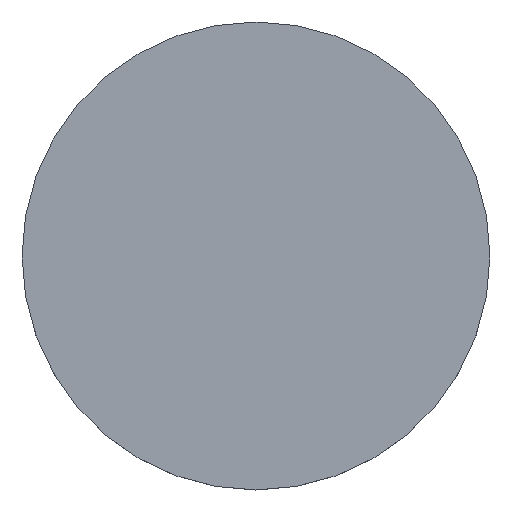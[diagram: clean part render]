
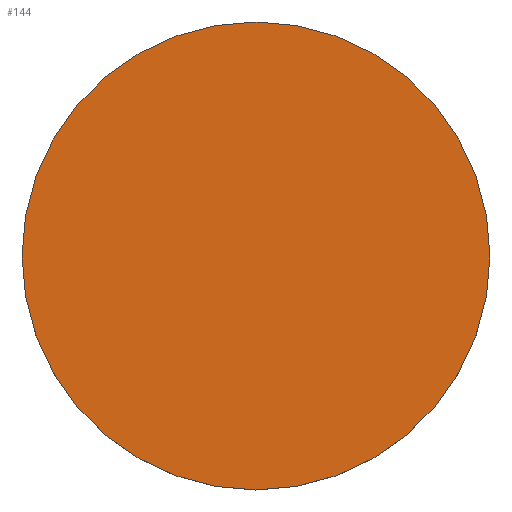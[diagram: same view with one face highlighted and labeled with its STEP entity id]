
A CAD part, top view. The second image highlights one B-rep face of the part: STEP entity #144.
In plain terms, the highlighted planar face has unit normal (0, 0, 1).
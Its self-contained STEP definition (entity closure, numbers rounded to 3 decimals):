
#10 = ORIENTED_EDGE ( 'NONE', *, *, #149, .F. ) ;
#26 = EDGE_CURVE ( 'NONE', #203, #77, #225, .T. ) ;
#45 = CARTESIAN_POINT ( 'NONE',  ( 0., 0., 3. ) ) ;
#51 = FACE_OUTER_BOUND ( 'NONE', #139, .T. ) ;
#77 = VERTEX_POINT ( 'NONE', #113 ) ;
#78 = DIRECTION ( 'NONE',  ( 0., 0., -1. ) ) ;
#84 = DIRECTION ( 'NONE',  ( 1., 0., 0. ) ) ;
#113 = CARTESIAN_POINT ( 'NONE',  ( -12.7, 0., 3. ) ) ;
#116 = DIRECTION ( 'NONE',  ( 1., 0., 0. ) ) ;
#118 = CIRCLE ( 'NONE', #195, 12.7 ) ;
#124 = ORIENTED_EDGE ( 'NONE', *, *, #26, .F. ) ;
#136 = DIRECTION ( 'NONE',  ( 0., 0., 1. ) ) ;
#139 = EDGE_LOOP ( 'NONE', ( #124, #10 ) ) ;
#143 = AXIS2_PLACEMENT_3D ( 'NONE', #45, #78, #84 ) ;
#144 = ADVANCED_FACE ( 'NONE', ( #51 ), #182, .T. ) ;
#149 = EDGE_CURVE ( 'NONE', #77, #203, #118, .T. ) ;
#154 = DIRECTION ( 'NONE',  ( 0., 0., -1. ) ) ;
#168 = CARTESIAN_POINT ( 'NONE',  ( 12.7, 0., 3. ) ) ;
#180 = AXIS2_PLACEMENT_3D ( 'NONE', #204, #136, #116 ) ;
#182 = PLANE ( 'NONE',  #180 ) ;
#189 = DIRECTION ( 'NONE',  ( 1., 0., 0. ) ) ;
#195 = AXIS2_PLACEMENT_3D ( 'NONE', #211, #154, #189 ) ;
#203 = VERTEX_POINT ( 'NONE', #168 ) ;
#204 = CARTESIAN_POINT ( 'NONE',  ( 0., 26.112, 3. ) ) ;
#211 = CARTESIAN_POINT ( 'NONE',  ( 0., 0., 3. ) ) ;
#225 = CIRCLE ( 'NONE', #143, 12.7 ) ;
